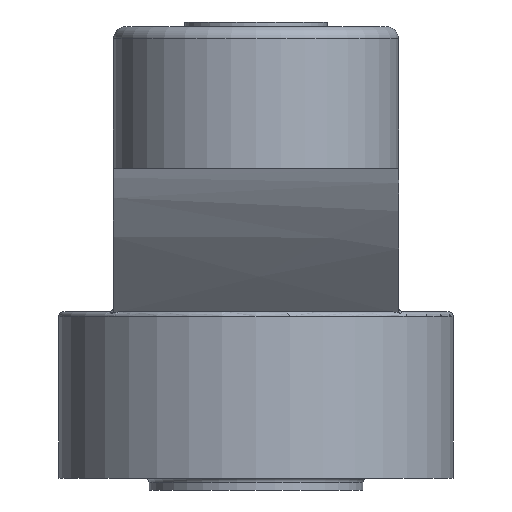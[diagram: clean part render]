
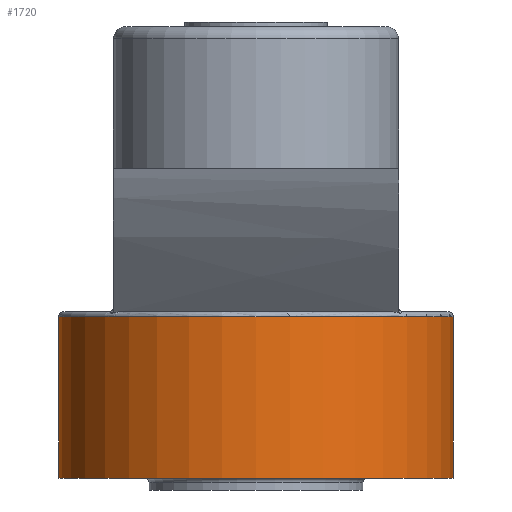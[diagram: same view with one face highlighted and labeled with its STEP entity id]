
A CAD part, left-side view. The second image highlights one B-rep face of the part: STEP entity #1720.
In plain terms, the highlighted cylindrical face has radius 83 mm (diameter 166 mm), a full revolution.
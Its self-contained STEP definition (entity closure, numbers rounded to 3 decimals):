
#26=CYLINDRICAL_SURFACE('',#1839,83.);
#48=CIRCLE('',#1837,83.);
#50=CIRCLE('',#1840,83.);
#173=FACE_OUTER_BOUND('',#275,.T.);
#275=EDGE_LOOP('',(#1533,#1534,#1535,#1536));
#499=LINE('',#3072,#667);
#667=VECTOR('',#2197,83.);
#824=VERTEX_POINT('',#3055);
#826=VERTEX_POINT('',#3071);
#1064=EDGE_CURVE('',#824,#824,#48,.T.);
#1067=EDGE_CURVE('',#824,#826,#499,.T.);
#1068=EDGE_CURVE('',#826,#826,#50,.T.);
#1533=ORIENTED_EDGE('',*,*,#1064,.F.);
#1534=ORIENTED_EDGE('',*,*,#1067,.T.);
#1535=ORIENTED_EDGE('',*,*,#1068,.T.);
#1536=ORIENTED_EDGE('',*,*,#1067,.F.);
#1720=ADVANCED_FACE('',(#173),#26,.T.);
#1837=AXIS2_PLACEMENT_3D('',#3057,#2191,#2192);
#1839=AXIS2_PLACEMENT_3D('',#3070,#2195,#2196);
#1840=AXIS2_PLACEMENT_3D('',#3073,#2198,#2199);
#2191=DIRECTION('center_axis',(0.,0.,1.));
#2192=DIRECTION('ref_axis',(1.,0.,0.));
#2195=DIRECTION('center_axis',(0.,0.,1.));
#2196=DIRECTION('ref_axis',(1.,0.,0.));
#2197=DIRECTION('',(0.,0.,-1.));
#2198=DIRECTION('center_axis',(0.,0.,1.));
#2199=DIRECTION('ref_axis',(1.,0.,0.));
#3055=CARTESIAN_POINT('',(-83.,0.,68.));
#3057=CARTESIAN_POINT('Origin',(0.,0.,68.));
#3070=CARTESIAN_POINT('Origin',(0.,0.,0.));
#3071=CARTESIAN_POINT('',(-83.,0.,0.));
#3072=CARTESIAN_POINT('',(-83.,0.,0.));
#3073=CARTESIAN_POINT('Origin',(0.,0.,0.));
